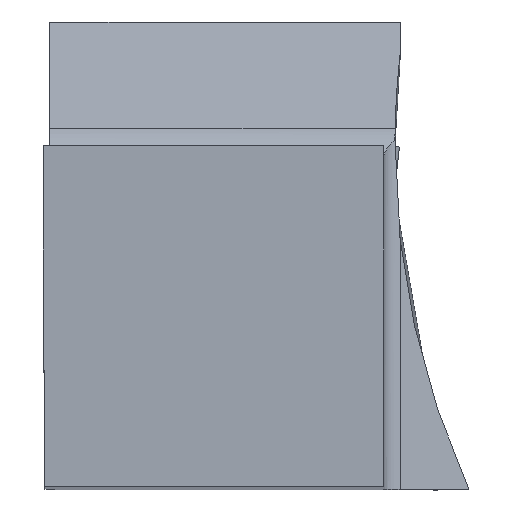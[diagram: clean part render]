
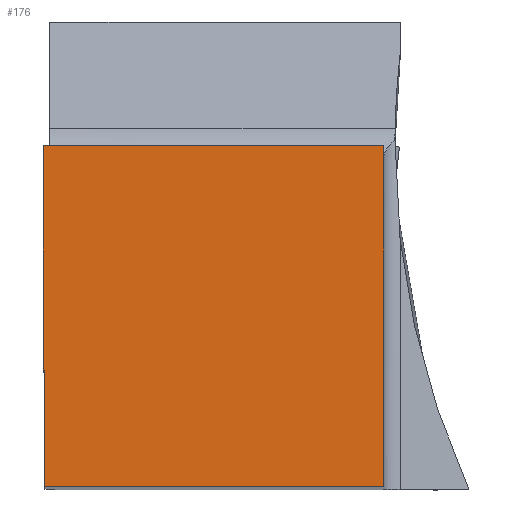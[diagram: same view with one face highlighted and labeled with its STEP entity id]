
A CAD part, top view. The second image highlights one B-rep face of the part: STEP entity #176.
In plain terms, the highlighted planar face has unit normal (0, 0, 1).
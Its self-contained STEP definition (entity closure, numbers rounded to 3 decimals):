
#121=PLANE('',#1473);
#176=ADVANCED_FACE('CU_BACK_SU1',(#253),#121,.F.);
#253=FACE_OUTER_BOUND('',#319,.T.);
#319=EDGE_LOOP('',(#790,#791,#792,#793));
#436=LINE('',#2128,#562);
#440=LINE('',#2138,#566);
#443=LINE('',#2148,#569);
#462=LINE('',#2213,#588);
#562=VECTOR('',#1625,1.);
#566=VECTOR('',#1633,1.);
#569=VECTOR('',#1642,1.);
#588=VECTOR('',#1685,1.);
#790=ORIENTED_EDGE('',*,*,#1218,.T.);
#791=ORIENTED_EDGE('',*,*,#1251,.F.);
#792=ORIENTED_EDGE('',*,*,#1228,.T.);
#793=ORIENTED_EDGE('',*,*,#1223,.T.);
#1084=VERTEX_POINT('',#2127);
#1085=VERTEX_POINT('',#2129);
#1089=VERTEX_POINT('',#2139);
#1093=VERTEX_POINT('',#2149);
#1218=EDGE_CURVE('',#1085,#1084,#436,.T.);
#1223=EDGE_CURVE('',#1089,#1085,#440,.T.);
#1228=EDGE_CURVE('',#1093,#1089,#443,.T.);
#1251=EDGE_CURVE('',#1093,#1084,#462,.T.);
#1473=AXIS2_PLACEMENT_3D('',#2214,#1686,#1687);
#1625=DIRECTION('',(1.,0.,0.));
#1633=DIRECTION('',(0.004,-1.,0.));
#1642=DIRECTION('',(-1.,0.,0.));
#1685=DIRECTION('',(0.,-1.,0.));
#1686=DIRECTION('',(0.,0.,-1.));
#1687=DIRECTION('',(0.,-1.,0.));
#2127=CARTESIAN_POINT('',(24.875,0.,0.));
#2128=CARTESIAN_POINT('',(-23.244,0.,0.));
#2129=CARTESIAN_POINT('',(0.109,0.,0.));
#2138=CARTESIAN_POINT('',(-0.088,44.976,0.));
#2139=CARTESIAN_POINT('',(0.,24.875,0.));
#2148=CARTESIAN_POINT('',(-23.244,24.875,0.));
#2149=CARTESIAN_POINT('',(24.875,24.875,0.));
#2213=CARTESIAN_POINT('',(24.875,44.875,0.));
#2214=CARTESIAN_POINT('',(-23.244,44.875,0.));
